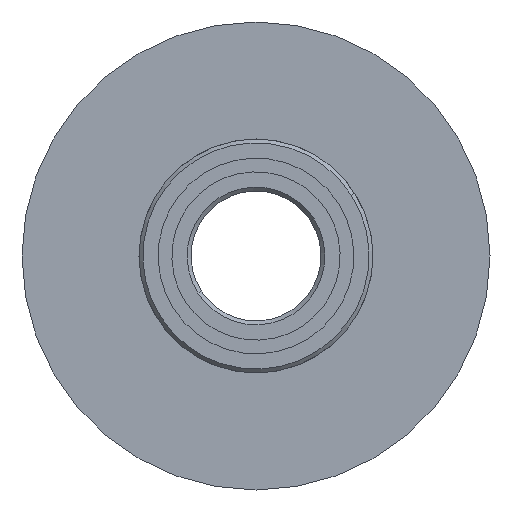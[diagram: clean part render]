
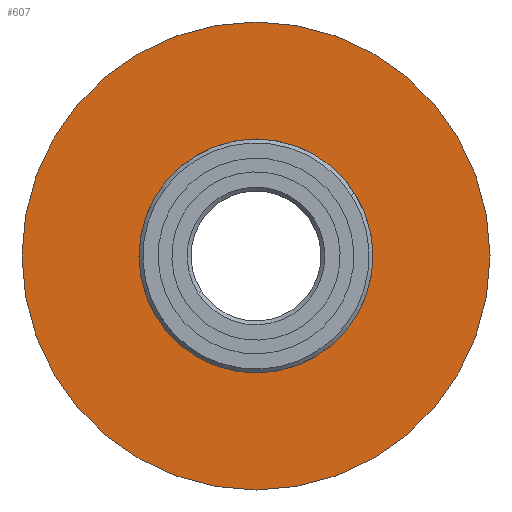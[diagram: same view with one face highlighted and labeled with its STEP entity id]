
A CAD part, front view. The second image highlights one B-rep face of the part: STEP entity #607.
In plain terms, the highlighted planar face has unit normal (0, -1, 0).
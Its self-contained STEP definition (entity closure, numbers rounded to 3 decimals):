
#7 = FACE_OUTER_BOUND ( 'NONE', #647, .T. ) ;
#9 = PLANE ( 'NONE',  #2649 ) ;
#106 = CIRCLE ( 'NONE', #311, 4.5 ) ;
#136 = ORIENTED_EDGE ( 'NONE', *, *, #285, .T. ) ;
#220 = CARTESIAN_POINT ( 'NONE',  ( 0., -7., 0. ) ) ;
#254 = CARTESIAN_POINT ( 'NONE',  ( 0., -7., -4.5 ) ) ;
#285 = EDGE_CURVE ( 'NONE', #1496, #872, #1865, .T. ) ;
#311 = AXIS2_PLACEMENT_3D ( 'NONE', #2221, #316, #735 ) ;
#316 = DIRECTION ( 'NONE',  ( 0., 1., 0. ) ) ;
#344 = EDGE_LOOP ( 'NONE', ( #136, #2723 ) ) ;
#563 = FACE_BOUND ( 'NONE', #344, .T. ) ;
#607 = ADVANCED_FACE ( 'NONE', ( #563, #7 ), #9, .T. ) ;
#647 = EDGE_LOOP ( 'NONE', ( #1946, #2436 ) ) ;
#735 = DIRECTION ( 'NONE',  ( 0., 0., 1. ) ) ;
#793 = CIRCLE ( 'NONE', #1812, 9. ) ;
#872 = VERTEX_POINT ( 'NONE', #2652 ) ;
#911 = DIRECTION ( 'NONE',  ( 0., 1., 0. ) ) ;
#953 = VERTEX_POINT ( 'NONE', #2054 ) ;
#1314 = DIRECTION ( 'NONE',  ( 0., -1., 0. ) ) ;
#1440 = EDGE_CURVE ( 'NONE', #953, #2007, #793, .T. ) ;
#1496 = VERTEX_POINT ( 'NONE', #254 ) ;
#1539 = DIRECTION ( 'NONE',  ( 0., 0., 1. ) ) ;
#1734 = DIRECTION ( 'NONE',  ( 0., 1., 0. ) ) ;
#1802 = CARTESIAN_POINT ( 'NONE',  ( 0., -7., 9. ) ) ;
#1812 = AXIS2_PLACEMENT_3D ( 'NONE', #1942, #911, #2364 ) ;
#1865 = CIRCLE ( 'NONE', #2415, 4.5 ) ;
#1933 = DIRECTION ( 'NONE',  ( 0., 0., 1. ) ) ;
#1942 = CARTESIAN_POINT ( 'NONE',  ( 0., -7., 0. ) ) ;
#1946 = ORIENTED_EDGE ( 'NONE', *, *, #2677, .F. ) ;
#1994 = CARTESIAN_POINT ( 'NONE',  ( 0., -7., 0. ) ) ;
#2006 = CIRCLE ( 'NONE', #2082, 9. ) ;
#2007 = VERTEX_POINT ( 'NONE', #1802 ) ;
#2051 = EDGE_CURVE ( 'NONE', #872, #1496, #106, .T. ) ;
#2054 = CARTESIAN_POINT ( 'NONE',  ( 0., -7., -9. ) ) ;
#2082 = AXIS2_PLACEMENT_3D ( 'NONE', #220, #1734, #1933 ) ;
#2128 = DIRECTION ( 'NONE',  ( 0., 0., 1. ) ) ;
#2200 = DIRECTION ( 'NONE',  ( 0., 1., 0. ) ) ;
#2221 = CARTESIAN_POINT ( 'NONE',  ( 0., -7., 0. ) ) ;
#2364 = DIRECTION ( 'NONE',  ( 0., 0., 1. ) ) ;
#2415 = AXIS2_PLACEMENT_3D ( 'NONE', #1994, #2200, #1539 ) ;
#2436 = ORIENTED_EDGE ( 'NONE', *, *, #1440, .F. ) ;
#2544 = CARTESIAN_POINT ( 'NONE',  ( 0., -7., 0. ) ) ;
#2649 = AXIS2_PLACEMENT_3D ( 'NONE', #2544, #1314, #2128 ) ;
#2652 = CARTESIAN_POINT ( 'NONE',  ( 0., -7., 4.5 ) ) ;
#2677 = EDGE_CURVE ( 'NONE', #2007, #953, #2006, .T. ) ;
#2723 = ORIENTED_EDGE ( 'NONE', *, *, #2051, .T. ) ;
